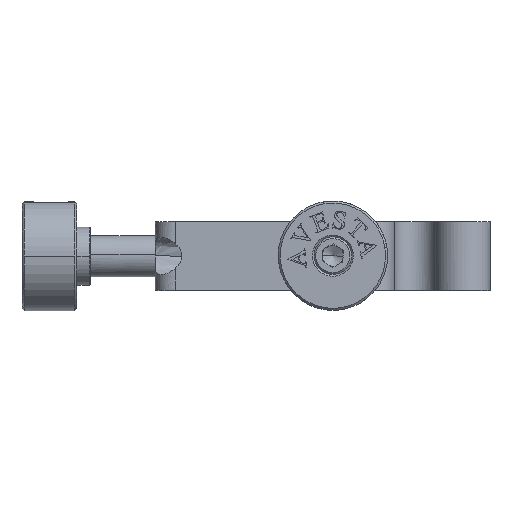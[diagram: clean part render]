
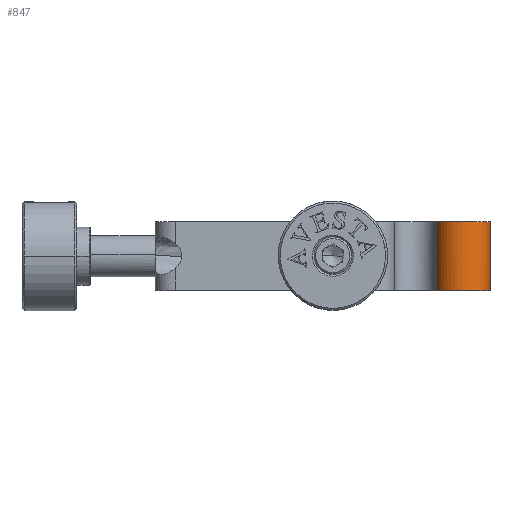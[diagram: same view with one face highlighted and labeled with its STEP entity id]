
A CAD part, top view. The second image highlights one B-rep face of the part: STEP entity #847.
In plain terms, the highlighted free-form (B-spline) face has degree [2, 1] with [9, 2] control points.
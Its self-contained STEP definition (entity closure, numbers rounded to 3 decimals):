
#847=ADVANCED_FACE('',(#1474),#23216,.T.);
#1474=FACE_OUTER_BOUND('',#2151,.T.);
#2151=EDGE_LOOP('',(#5173,#5174,#5175,#5176));
#5173=ORIENTED_EDGE('',*,*,#20512,.T.);
#5174=ORIENTED_EDGE('',*,*,#20513,.T.);
#5175=ORIENTED_EDGE('',*,*,#20514,.T.);
#5176=ORIENTED_EDGE('',*,*,#20510,.F.);
#8639=PCURVE('',#23026,#12108);
#8642=PCURVE('',#23216,#12111);
#8643=PCURVE('',#23216,#12112);
#8644=PCURVE('',#23216,#12113);
#8645=PCURVE('',#23216,#12114);
#8649=PCURVE('',#23027,#12118);
#8750=PCURVE('',#23037,#12219);
#8816=PCURVE('',#23038,#12285);
#12108=DEFINITIONAL_REPRESENTATION('',(#16650),#61495);
#12111=DEFINITIONAL_REPRESENTATION('',(#16654),#61495);
#12112=DEFINITIONAL_REPRESENTATION('',(#16656),#61495);
#12113=DEFINITIONAL_REPRESENTATION('',(#16657),#61495);
#12114=DEFINITIONAL_REPRESENTATION('',(#16658),#61495);
#12118=DEFINITIONAL_REPRESENTATION('',(#16665),#61495);
#12219=DEFINITIONAL_REPRESENTATION('',(#21252),#61495);
#12285=DEFINITIONAL_REPRESENTATION('',(#21296),#61495);
#16649=B_SPLINE_CURVE_WITH_KNOTS('',1,(#41869,#41870),.UNSPECIFIED.,.F.,
 .F.,(2,2),(-10.,0.),.UNSPECIFIED.);
#16650=B_SPLINE_CURVE_WITH_KNOTS('',1,(#41871,#41872),.UNSPECIFIED.,.F.,
 .F.,(2,2),(-10.,0.),.UNSPECIFIED.);
#16654=B_SPLINE_CURVE_WITH_KNOTS('',1,(#41884,#41885),.UNSPECIFIED.,.F.,
 .F.,(2,2),(0.,11.17),.UNSPECIFIED.);
#16655=B_SPLINE_CURVE_WITH_KNOTS('',1,(#41886,#41887),.UNSPECIFIED.,.F.,
 .F.,(2,2),(-10.,0.),.UNSPECIFIED.);
#16656=B_SPLINE_CURVE_WITH_KNOTS('',1,(#41888,#41889),.UNSPECIFIED.,.F.,
 .F.,(2,2),(-10.,0.),.UNSPECIFIED.);
#16657=B_SPLINE_CURVE_WITH_KNOTS('',1,(#41895,#41896),.UNSPECIFIED.,.F.,
 .F.,(2,2),(0.,11.17),.UNSPECIFIED.);
#16658=B_SPLINE_CURVE_WITH_KNOTS('',1,(#41897,#41898),.UNSPECIFIED.,.F.,
 .F.,(2,2),(-10.,0.),.UNSPECIFIED.);
#16665=B_SPLINE_CURVE_WITH_KNOTS('',1,(#41911,#41912),.UNSPECIFIED.,.F.,
 .F.,(2,2),(-10.,0.),.UNSPECIFIED.);
#18734=SURFACE_CURVE('',#16649,(#8639,#8645),.PCURVE_S1.);
#18736=SURFACE_CURVE('',#21214,(#8642,#8816),.PCURVE_S1.);
#18737=SURFACE_CURVE('',#16655,(#8643,#8649),.PCURVE_S1.);
#18738=SURFACE_CURVE('',#21215,(#8644,#8750),.PCURVE_S1.);
#20510=EDGE_CURVE('',#22504,#22505,#18734,.T.);
#20512=EDGE_CURVE('',#22504,#22506,#18736,.T.);
#20513=EDGE_CURVE('',#22506,#22507,#18737,.T.);
#20514=EDGE_CURVE('',#22507,#22505,#18738,.T.);
#21214=(
BOUNDED_CURVE()
B_SPLINE_CURVE(2,(#41879,#41880,#41881,#41882,#41883),.UNSPECIFIED.,.F.,
 .F.)
B_SPLINE_CURVE_WITH_KNOTS((3,2,3),(0.,5.585,11.17),
 .UNSPECIFIED.)
CURVE()
GEOMETRIC_REPRESENTATION_ITEM()
RATIONAL_B_SPLINE_CURVE((1.,0.766,1.,0.766,1.))
REPRESENTATION_ITEM('')
);
#21215=(
BOUNDED_CURVE()
B_SPLINE_CURVE(2,(#41890,#41891,#41892,#41893,#41894),.UNSPECIFIED.,.F.,
 .F.)
B_SPLINE_CURVE_WITH_KNOTS((3,2,3),(0.,5.585,11.17),
 .UNSPECIFIED.)
CURVE()
GEOMETRIC_REPRESENTATION_ITEM()
RATIONAL_B_SPLINE_CURVE((1.,0.766,1.,0.766,1.))
REPRESENTATION_ITEM('')
);
#21252=(
BOUNDED_CURVE()
B_SPLINE_CURVE(2,(#42267,#42268,#42269,#42270,#42271),.UNSPECIFIED.,.F.,
 .F.)
B_SPLINE_CURVE_WITH_KNOTS((3,2,3),(0.,5.585,11.17),
 .UNSPECIFIED.)
CURVE()
GEOMETRIC_REPRESENTATION_ITEM()
RATIONAL_B_SPLINE_CURVE((1.,0.766,1.,0.766,1.))
REPRESENTATION_ITEM('')
);
#21296=(
BOUNDED_CURVE()
B_SPLINE_CURVE(2,(#42497,#42498,#42499,#42500,#42501),.UNSPECIFIED.,.F.,
 .F.)
B_SPLINE_CURVE_WITH_KNOTS((3,2,3),(0.,5.585,11.17),
 .UNSPECIFIED.)
CURVE()
GEOMETRIC_REPRESENTATION_ITEM()
RATIONAL_B_SPLINE_CURVE((1.,0.766,1.,0.766,1.))
REPRESENTATION_ITEM('')
);
#22504=VERTEX_POINT('',#29396);
#22505=VERTEX_POINT('',#29397);
#22506=VERTEX_POINT('',#29398);
#22507=VERTEX_POINT('',#29399);
#23026=B_SPLINE_SURFACE_WITH_KNOTS('',1,1,((#28155,#28156),(#28157,#28158)),
 .UNSPECIFIED.,.F.,.F.,.F.,(2,2),(2,2),(-1.12,11.12),(-0.277,
1.512),.UNSPECIFIED.);
#23027=B_SPLINE_SURFACE_WITH_KNOTS('',1,1,((#28177,#28178),(#28179,#28180)),
 .UNSPECIFIED.,.F.,.F.,.F.,(2,2),(2,2),(-11.12,1.12),(-36.199,
3.4),.UNSPECIFIED.);
#23037=B_SPLINE_SURFACE_WITH_KNOTS('',1,1,((#28343,#28344),(#28345,#28346)),
 .UNSPECIFIED.,.F.,.F.,.F.,(2,2),(2,2),(-31.192,31.448),
(-31.701,27.339),.UNSPECIFIED.);
#23038=B_SPLINE_SURFACE_WITH_KNOTS('',1,1,((#28347,#28348),(#28349,#28350)),
 .UNSPECIFIED.,.F.,.F.,.F.,(2,2),(2,2),(-31.701,27.339),
(-31.192,31.448),.UNSPECIFIED.);
#23216=(
BOUNDED_SURFACE()
B_SPLINE_SURFACE(2,1,((#28159,#28160),(#28161,#28162),(#28163,#28164),(#28165,
#28166),(#28167,#28168),(#28169,#28170),(#28171,#28172),(#28173,#28174),
(#28175,#28176)),.UNSPECIFIED.,.T.,.F.,.F.)
B_SPLINE_SURFACE_WITH_KNOTS((3,2,2,2,3),(2,2),(0.,1.571,3.142,
4.712,6.283),(0.,12.24),.UNSPECIFIED.)
GEOMETRIC_REPRESENTATION_ITEM()
RATIONAL_B_SPLINE_SURFACE(((1.,1.),(0.707,0.707),
(1.,1.),(0.707,0.707),(1.,1.),(0.707,
0.707),(1.,1.),(0.707,0.707),(1.,1.)))
REPRESENTATION_ITEM('')
SURFACE()
);
#28155=CARTESIAN_POINT('',(3.595,52.182,43.417));
#28156=CARTESIAN_POINT('',(4.206,53.863,43.417));
#28157=CARTESIAN_POINT('',(3.595,52.182,55.657));
#28158=CARTESIAN_POINT('',(4.206,53.863,55.657));
#28159=CARTESIAN_POINT('',(3.87,52.235,43.417));
#28160=CARTESIAN_POINT('',(3.87,52.235,55.657));
#28161=CARTESIAN_POINT('',(3.87,48.235,43.417));
#28162=CARTESIAN_POINT('',(3.87,48.235,55.657));
#28163=CARTESIAN_POINT('',(7.87,48.235,43.417));
#28164=CARTESIAN_POINT('',(7.87,48.235,55.657));
#28165=CARTESIAN_POINT('',(11.87,48.235,43.417));
#28166=CARTESIAN_POINT('',(11.87,48.235,55.657));
#28167=CARTESIAN_POINT('',(11.87,52.235,43.417));
#28168=CARTESIAN_POINT('',(11.87,52.235,55.657));
#28169=CARTESIAN_POINT('',(11.87,56.235,43.417));
#28170=CARTESIAN_POINT('',(11.87,56.235,55.657));
#28171=CARTESIAN_POINT('',(7.87,56.235,43.417));
#28172=CARTESIAN_POINT('',(7.87,56.235,55.657));
#28173=CARTESIAN_POINT('',(3.87,56.235,43.417));
#28174=CARTESIAN_POINT('',(3.87,56.235,55.657));
#28175=CARTESIAN_POINT('',(3.87,52.235,43.417));
#28176=CARTESIAN_POINT('',(3.87,52.235,55.657));
#28177=CARTESIAN_POINT('',(11.87,16.036,55.657));
#28178=CARTESIAN_POINT('',(11.87,55.635,55.657));
#28179=CARTESIAN_POINT('',(11.87,16.036,43.417));
#28180=CARTESIAN_POINT('',(11.87,55.635,43.417));
#28343=CARTESIAN_POINT('',(-42.15,3.149,44.537));
#28344=CARTESIAN_POINT('',(16.89,3.149,44.537));
#28345=CARTESIAN_POINT('',(-42.15,65.789,44.537));
#28346=CARTESIAN_POINT('',(16.89,65.789,44.537));
#28347=CARTESIAN_POINT('',(-42.15,3.149,54.537));
#28348=CARTESIAN_POINT('',(-42.15,65.789,54.537));
#28349=CARTESIAN_POINT('',(16.89,3.149,54.537));
#28350=CARTESIAN_POINT('',(16.89,65.789,54.537));
#29396=CARTESIAN_POINT('',(4.112,53.603,54.537));
#29397=CARTESIAN_POINT('',(4.112,53.603,44.537));
#29398=CARTESIAN_POINT('',(11.87,52.235,54.537));
#29399=CARTESIAN_POINT('',(11.87,52.235,44.537));
#41869=CARTESIAN_POINT('',(4.112,53.603,54.537));
#41870=CARTESIAN_POINT('',(4.112,53.603,44.537));
#41871=CARTESIAN_POINT('',(10.,1.234));
#41872=CARTESIAN_POINT('',(0.,1.234));
#41879=CARTESIAN_POINT('',(4.112,53.603,54.537));
#41880=CARTESIAN_POINT('',(5.259,56.757,54.537));
#41881=CARTESIAN_POINT('',(8.565,56.174,54.537));
#41882=CARTESIAN_POINT('',(11.87,55.591,54.537));
#41883=CARTESIAN_POINT('',(11.87,52.235,54.537));
#41884=CARTESIAN_POINT('',(5.918,11.12));
#41885=CARTESIAN_POINT('',(3.142,11.12));
#41886=CARTESIAN_POINT('',(11.87,52.235,54.537));
#41887=CARTESIAN_POINT('',(11.87,52.235,44.537));
#41888=CARTESIAN_POINT('',(3.142,11.12));
#41889=CARTESIAN_POINT('',(3.142,1.12));
#41890=CARTESIAN_POINT('',(11.87,52.235,44.537));
#41891=CARTESIAN_POINT('',(11.87,55.591,44.537));
#41892=CARTESIAN_POINT('',(8.565,56.174,44.537));
#41893=CARTESIAN_POINT('',(5.259,56.757,44.537));
#41894=CARTESIAN_POINT('',(4.112,53.603,44.537));
#41895=CARTESIAN_POINT('',(3.142,1.12));
#41896=CARTESIAN_POINT('',(5.918,1.12));
#41897=CARTESIAN_POINT('',(5.918,11.12));
#41898=CARTESIAN_POINT('',(5.918,1.12));
#41911=CARTESIAN_POINT('',(-10.,0.));
#41912=CARTESIAN_POINT('',(0.,0.));
#42267=CARTESIAN_POINT('',(17.894,22.319));
#42268=CARTESIAN_POINT('',(21.25,22.319));
#42269=CARTESIAN_POINT('',(21.833,19.013));
#42270=CARTESIAN_POINT('',(22.416,15.708));
#42271=CARTESIAN_POINT('',(19.262,14.56));
#42497=CARTESIAN_POINT('',(14.56,19.262));
#42498=CARTESIAN_POINT('',(15.708,22.416));
#42499=CARTESIAN_POINT('',(19.013,21.833));
#42500=CARTESIAN_POINT('',(22.319,21.25));
#42501=CARTESIAN_POINT('',(22.319,17.894));
#61495=(
GEOMETRIC_REPRESENTATION_CONTEXT(2)
PARAMETRIC_REPRESENTATION_CONTEXT()
REPRESENTATION_CONTEXT('pspace','')
);
